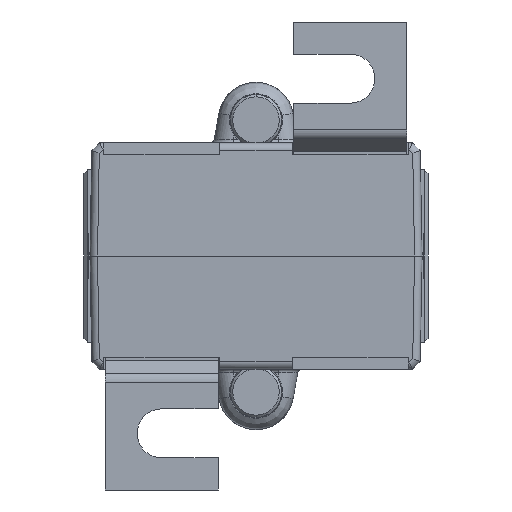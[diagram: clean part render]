
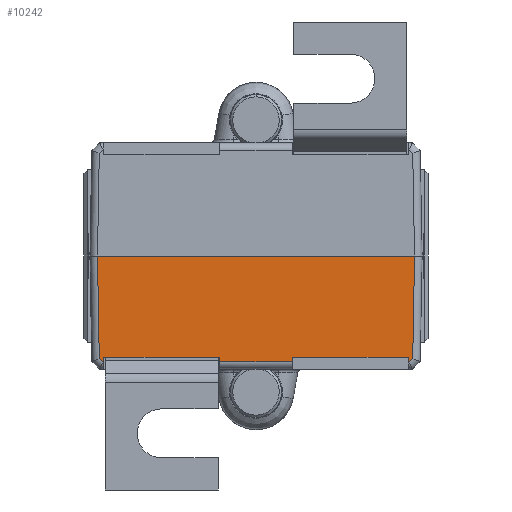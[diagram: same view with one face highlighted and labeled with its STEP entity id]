
A CAD part, front view. The second image highlights one B-rep face of the part: STEP entity #10242.
In plain terms, the highlighted face is planar.
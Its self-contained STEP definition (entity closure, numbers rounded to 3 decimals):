
#4352 = EDGE_CURVE ( 'NONE', #4371, #4368, #61445, .T. ) ;
#4368 = VERTEX_POINT ( 'NONE', #61483 ) ;
#4371 = VERTEX_POINT ( 'NONE', #61492 ) ;
#8859 = VERTEX_POINT ( 'NONE', #66147 ) ;
#10079 = VERTEX_POINT ( 'NONE', #66434 ) ;
#10083 = ORIENTED_EDGE ( 'NONE', *, *, #11241, .T. ) ;
#10131 = EDGE_CURVE ( 'NONE', #44700, #10079, #66503, .T. ) ;
#10177 = VERTEX_POINT ( 'NONE', #66282 ) ;
#10179 = ORIENTED_EDGE ( 'NONE', *, *, #11457, .F. ) ;
#10240 = VERTEX_POINT ( 'NONE', #66245 ) ;
#10242 = ADVANCED_FACE ( 'NONE', ( #66279 ), #66278, .T. ) ;
#10285 = ORIENTED_EDGE ( 'NONE', *, *, #10630, .F. ) ;
#10488 = EDGE_LOOP ( 'NONE', ( #10285, #11723, #10179, #11239, #10083, #55975, #12365, #11992, #11758, #12193, #12729, #12357, #11812, #12327 ) ) ;
#10630 = EDGE_CURVE ( 'NONE', #10079, #45567, #66610, .T. ) ;
#11239 = ORIENTED_EDGE ( 'NONE', *, *, #11547, .T. ) ;
#11241 = EDGE_CURVE ( 'NONE', #10177, #8859, #66741, .T. ) ;
#11457 = EDGE_CURVE ( 'NONE', #10240, #44700, #66762, .T. ) ;
#11547 = EDGE_CURVE ( 'NONE', #10240, #10177, #66811, .T. ) ;
#11723 = ORIENTED_EDGE ( 'NONE', *, *, #10131, .F. ) ;
#11725 = EDGE_CURVE ( 'NONE', #12353, #12243, #66816, .T. ) ;
#11758 = ORIENTED_EDGE ( 'NONE', *, *, #11983, .T. ) ;
#11760 = EDGE_CURVE ( 'NONE', #12319, #11988, #66784, .T. ) ;
#11812 = ORIENTED_EDGE ( 'NONE', *, *, #11725, .F. ) ;
#11928 = EDGE_CURVE ( 'NONE', #11990, #11988, #66886, .T. ) ;
#11983 = EDGE_CURVE ( 'NONE', #12375, #11990, #66786, .T. ) ;
#11988 = VERTEX_POINT ( 'NONE', #66887 ) ;
#11990 = VERTEX_POINT ( 'NONE', #66909 ) ;
#11992 = ORIENTED_EDGE ( 'NONE', *, *, #12347, .T. ) ;
#12193 = ORIENTED_EDGE ( 'NONE', *, *, #11928, .T. ) ;
#12243 = VERTEX_POINT ( 'NONE', #66906 ) ;
#12246 = EDGE_CURVE ( 'NONE', #12353, #45567, #66905, .T. ) ;
#12261 = EDGE_CURVE ( 'NONE', #12319, #12243, #66903, .T. ) ;
#12319 = VERTEX_POINT ( 'NONE', #66927 ) ;
#12327 = ORIENTED_EDGE ( 'NONE', *, *, #12246, .T. ) ;
#12344 = EDGE_CURVE ( 'NONE', #8859, #4371, #66987, .T. ) ;
#12347 = EDGE_CURVE ( 'NONE', #4368, #12375, #66977, .T. ) ;
#12353 = VERTEX_POINT ( 'NONE', #66980 ) ;
#12357 = ORIENTED_EDGE ( 'NONE', *, *, #12261, .T. ) ;
#12365 = ORIENTED_EDGE ( 'NONE', *, *, #4352, .T. ) ;
#12375 = VERTEX_POINT ( 'NONE', #66926 ) ;
#12729 = ORIENTED_EDGE ( 'NONE', *, *, #11760, .F. ) ;
#16297 = CARTESIAN_POINT ( 'NONE',  ( -20.183, -26.766, 13.4 ) ) ;
#16625 = CARTESIAN_POINT ( 'NONE',  ( -4.811, -26.755, 14.017 ) ) ;
#44700 = VERTEX_POINT ( 'NONE', #16297 ) ;
#45567 = VERTEX_POINT ( 'NONE', #16625 ) ;
#55975 = ORIENTED_EDGE ( 'NONE', *, *, #12344, .T. ) ;
#61444 = CARTESIAN_POINT ( 'NONE',  ( -22., -27., 0. ) ) ;
#61445 = LINE ( 'NONE', #61444, #61471 ) ;
#61466 = DIRECTION ( 'NONE',  ( 1., 0., 0. ) ) ;
#61471 = VECTOR ( 'NONE', #61466, 1000. ) ;
#61483 = CARTESIAN_POINT ( 'NONE',  ( 21., -27., 0. ) ) ;
#61492 = CARTESIAN_POINT ( 'NONE',  ( -21., -27., 0. ) ) ;
#66147 = CARTESIAN_POINT ( 'NONE',  ( -20.763, -26.763, 13.586 ) ) ;
#66245 = CARTESIAN_POINT ( 'NONE',  ( -20.189, -26.755, 14.017 ) ) ;
#66272 = DIRECTION ( 'NONE',  ( 0., -0.017, -1. ) ) ;
#66273 = DIRECTION ( 'NONE',  ( 0., -1., 0.017 ) ) ;
#66274 = CARTESIAN_POINT ( 'NONE',  ( -22., -27., 0. ) ) ;
#66275 = AXIS2_PLACEMENT_3D ( 'NONE', #66274, #66273, #66272 ) ;
#66278 = PLANE ( 'NONE',  #66275 ) ;
#66279 = FACE_OUTER_BOUND ( 'NONE', #10488, .T. ) ;
#66282 = CARTESIAN_POINT ( 'NONE',  ( -20.316, -26.755, 14.017 ) ) ;
#66434 = CARTESIAN_POINT ( 'NONE',  ( -4.817, -26.766, 13.4 ) ) ;
#66498 = DIRECTION ( 'NONE',  ( 1., 0., 0. ) ) ;
#66499 = VECTOR ( 'NONE', #66498, 1000. ) ;
#66500 = CARTESIAN_POINT ( 'NONE',  ( -22., -26.766, 13.4 ) ) ;
#66503 = LINE ( 'NONE', #66500, #66499 ) ;
#66607 = DIRECTION ( 'NONE',  ( 0.009, 0.017, 1. ) ) ;
#66608 = VECTOR ( 'NONE', #66607, 1000. ) ;
#66609 = CARTESIAN_POINT ( 'NONE',  ( -4.935, -27.003, -0.149 ) ) ;
#66610 = LINE ( 'NONE', #66609, #66608 ) ;
#66676 = DIRECTION ( 'NONE',  ( -0.719, -0.012, -0.695 ) ) ;
#66738 = VECTOR ( 'NONE', #66676, 1000. ) ;
#66739 = CARTESIAN_POINT ( 'NONE',  ( -21.07, -26.768, 13.29 ) ) ;
#66741 = LINE ( 'NONE', #66739, #66738 ) ;
#66755 = DIRECTION ( 'NONE',  ( 0.009, -0.017, -1. ) ) ;
#66756 = VECTOR ( 'NONE', #66755, 1000. ) ;
#66761 = CARTESIAN_POINT ( 'NONE',  ( -20.066, -27., 0.017 ) ) ;
#66762 = LINE ( 'NONE', #66761, #66756 ) ;
#66781 = DIRECTION ( 'NONE',  ( 0.009, 0.017, 1. ) ) ;
#66782 = VECTOR ( 'NONE', #66781, 1000. ) ;
#66783 = CARTESIAN_POINT ( 'NONE',  ( 20.063, -27.006, -0.367 ) ) ;
#66784 = LINE ( 'NONE', #66783, #66782 ) ;
#66786 = LINE ( 'NONE', #66911, #66908 ) ;
#66804 = DIRECTION ( 'NONE',  ( -1., 0., 0. ) ) ;
#66805 = VECTOR ( 'NONE', #66804, 1000. ) ;
#66806 = CARTESIAN_POINT ( 'NONE',  ( -20.72, -26.755, 14.017 ) ) ;
#66807 = DIRECTION ( 'NONE',  ( 0.009, -0.017, -1. ) ) ;
#66808 = VECTOR ( 'NONE', #66807, 1000. ) ;
#66809 = CARTESIAN_POINT ( 'NONE',  ( 4.932, -26.996, 0.235 ) ) ;
#66811 = LINE ( 'NONE', #66806, #66805 ) ;
#66816 = LINE ( 'NONE', #66809, #66808 ) ;
#66857 = DIRECTION ( 'NONE',  ( -1., 0., 0. ) ) ;
#66858 = VECTOR ( 'NONE', #66857, 1000. ) ;
#66859 = CARTESIAN_POINT ( 'NONE',  ( -20.72, -26.755, 14.017 ) ) ;
#66886 = LINE ( 'NONE', #66859, #66858 ) ;
#66887 = CARTESIAN_POINT ( 'NONE',  ( 20.189, -26.755, 14.017 ) ) ;
#66895 = DIRECTION ( 'NONE',  ( -1., 0., 0. ) ) ;
#66896 = VECTOR ( 'NONE', #66895, 1000. ) ;
#66898 = CARTESIAN_POINT ( 'NONE',  ( -22., -26.766, 13.4 ) ) ;
#66900 = DIRECTION ( 'NONE',  ( -1., 0., 0. ) ) ;
#66901 = VECTOR ( 'NONE', #66900, 1000. ) ;
#66902 = CARTESIAN_POINT ( 'NONE',  ( -20.72, -26.755, 14.017 ) ) ;
#66903 = LINE ( 'NONE', #66898, #66896 ) ;
#66905 = LINE ( 'NONE', #66902, #66901 ) ;
#66906 = CARTESIAN_POINT ( 'NONE',  ( 4.817, -26.766, 13.4 ) ) ;
#66908 = VECTOR ( 'NONE', #66910, 1000. ) ;
#66909 = CARTESIAN_POINT ( 'NONE',  ( 20.316, -26.755, 14.017 ) ) ;
#66910 = DIRECTION ( 'NONE',  ( -0.719, 0.012, 0.695 ) ) ;
#66911 = CARTESIAN_POINT ( 'NONE',  ( 20.034, -26.751, 14.29 ) ) ;
#66926 = CARTESIAN_POINT ( 'NONE',  ( 20.763, -26.763, 13.586 ) ) ;
#66927 = CARTESIAN_POINT ( 'NONE',  ( 20.183, -26.766, 13.4 ) ) ;
#66974 = DIRECTION ( 'NONE',  ( -0.017, 0.017, 1. ) ) ;
#66975 = VECTOR ( 'NONE', #66974, 1000. ) ;
#66976 = CARTESIAN_POINT ( 'NONE',  ( 20.987, -26.987, 0.75 ) ) ;
#66977 = LINE ( 'NONE', #66976, #66975 ) ;
#66980 = CARTESIAN_POINT ( 'NONE',  ( 4.811, -26.755, 14.017 ) ) ;
#66982 = DIRECTION ( 'NONE',  ( -0.017, -0.017, -1. ) ) ;
#66983 = VECTOR ( 'NONE', #66982, 1000. ) ;
#66984 = CARTESIAN_POINT ( 'NONE',  ( -21., -27., -0.017 ) ) ;
#66987 = LINE ( 'NONE', #66984, #66983 ) ;
